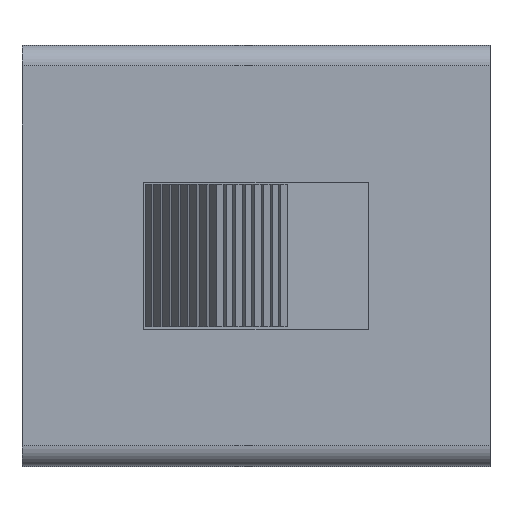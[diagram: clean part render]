
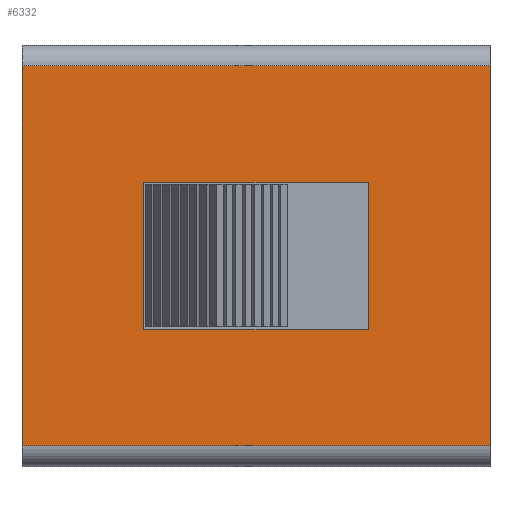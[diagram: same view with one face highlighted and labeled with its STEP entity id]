
A CAD part, top view. The second image highlights one B-rep face of the part: STEP entity #6332.
In plain terms, the highlighted planar face has unit normal (0, 0, 1).
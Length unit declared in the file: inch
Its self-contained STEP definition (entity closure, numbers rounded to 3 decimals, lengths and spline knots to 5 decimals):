
#529=CARTESIAN_POINT('',(0.25,0.20295,0.3));
#530=VERTEX_POINT('',#529);
#538=CARTESIAN_POINT('',(0.25,-0.20295,0.3));
#539=VERTEX_POINT('',#538);
#540=CARTESIAN_POINT('',(0.25,0.20295,0.3));
#541=DIRECTION('',(0.0,-1.0,0.0));
#542=VECTOR('',#541,0.40591);
#543=LINE('',#540,#542);
#544=EDGE_CURVE('',#530,#539,#543,.T.);
#5419=CARTESIAN_POINT('',(-0.25,-0.20295,0.3));
#5420=VERTEX_POINT('',#5419);
#5428=CARTESIAN_POINT('',(-0.25,0.20295,0.3));
#5429=VERTEX_POINT('',#5428);
#5430=CARTESIAN_POINT('',(-0.25,-0.20295,0.3));
#5431=DIRECTION('',(0.0,1.0,0.0));
#5432=VECTOR('',#5431,0.40591);
#5433=LINE('',#5430,#5432);
#5434=EDGE_CURVE('',#5420,#5429,#5433,.T.);
#5758=CARTESIAN_POINT('',(0.12008,-0.07874,0.3));
#5759=VERTEX_POINT('',#5758);
#5760=CARTESIAN_POINT('',(-0.12008,-0.07874,0.3));
#5761=VERTEX_POINT('',#5760);
#5762=CARTESIAN_POINT('',(0.12008,-0.07874,0.3));
#5763=DIRECTION('',(-1.0,0.0,0.0));
#5764=VECTOR('',#5763,0.24016);
#5765=LINE('',#5762,#5764);
#5766=EDGE_CURVE('',#5759,#5761,#5765,.T.);
#5798=CARTESIAN_POINT('',(0.12008,0.07874,0.3));
#5799=VERTEX_POINT('',#5798);
#5800=CARTESIAN_POINT('',(0.12008,0.07874,0.3));
#5801=DIRECTION('',(0.0,-1.0,0.0));
#5802=VECTOR('',#5801,0.15748);
#5803=LINE('',#5800,#5802);
#5804=EDGE_CURVE('',#5799,#5759,#5803,.T.);
#5829=CARTESIAN_POINT('',(-0.12008,0.07874,0.3));
#5830=VERTEX_POINT('',#5829);
#5831=CARTESIAN_POINT('',(-0.12008,0.07874,0.3));
#5832=DIRECTION('',(1.0,0.0,0.0));
#5833=VECTOR('',#5832,0.24016);
#5834=LINE('',#5831,#5833);
#5835=EDGE_CURVE('',#5830,#5799,#5834,.T.);
#5860=CARTESIAN_POINT('',(-0.12008,-0.07874,0.3));
#5861=DIRECTION('',(0.0,1.0,0.0));
#5862=VECTOR('',#5861,0.15748);
#5863=LINE('',#5860,#5862);
#5864=EDGE_CURVE('',#5761,#5830,#5863,.T.);
#6301=CARTESIAN_POINT('',(-0.25,0.20295,0.3));
#6302=DIRECTION('',(1.0,0.0,0.0));
#6303=VECTOR('',#6302,0.5);
#6304=LINE('',#6301,#6303);
#6305=EDGE_CURVE('',#5429,#530,#6304,.T.);
#6310=CARTESIAN_POINT('',(0.275,0.22325,0.3));
#6311=DIRECTION('',(0.0,0.0,1.0));
#6312=DIRECTION('',(1.0,0.0,0.0));
#6313=AXIS2_PLACEMENT_3D('',#6310,#6311,#6312);
#6314=PLANE('',#6313);
#6315=CARTESIAN_POINT('',(0.25,-0.20295,0.3));
#6316=DIRECTION('',(-1.0,0.0,0.0));
#6317=VECTOR('',#6316,0.5);
#6318=LINE('',#6315,#6317);
#6319=EDGE_CURVE('',#539,#5420,#6318,.T.);
#6320=ORIENTED_EDGE('',*,*,#6319,.F.);
#6321=ORIENTED_EDGE('',*,*,#544,.F.);
#6322=ORIENTED_EDGE('',*,*,#6305,.F.);
#6323=ORIENTED_EDGE('',*,*,#5434,.F.);
#6324=EDGE_LOOP('',(#6320,#6321,#6322,#6323));
#6325=FACE_OUTER_BOUND('',#6324,.T.);
#6326=ORIENTED_EDGE('',*,*,#5864,.T.);
#6327=ORIENTED_EDGE('',*,*,#5835,.T.);
#6328=ORIENTED_EDGE('',*,*,#5804,.T.);
#6329=ORIENTED_EDGE('',*,*,#5766,.T.);
#6330=EDGE_LOOP('',(#6326,#6327,#6328,#6329));
#6331=FACE_BOUND('',#6330,.T.);
#6332=ADVANCED_FACE('',(#6325,#6331),#6314,.T.);
